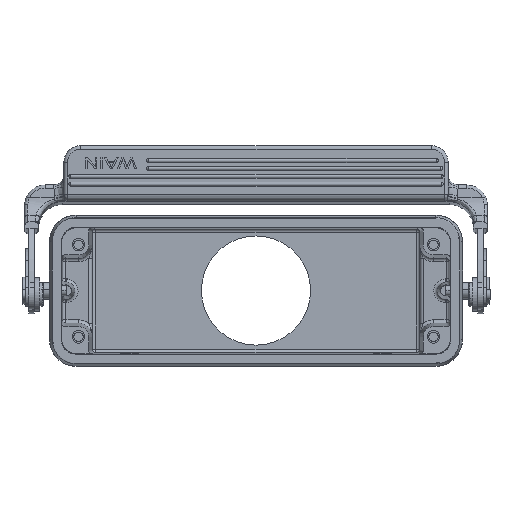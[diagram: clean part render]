
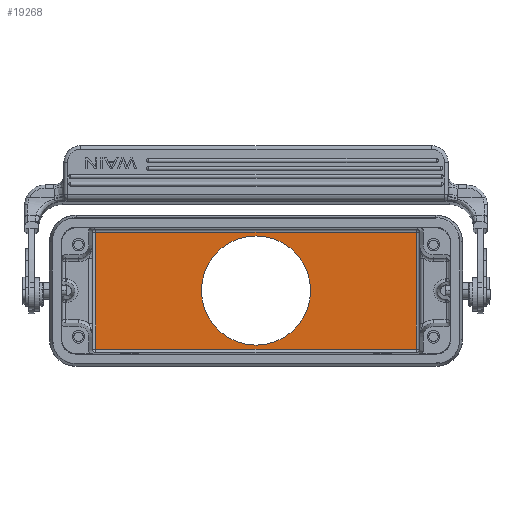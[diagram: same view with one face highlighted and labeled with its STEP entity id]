
A CAD part, front view. The second image highlights one B-rep face of the part: STEP entity #19268.
In plain terms, the highlighted planar face has unit normal (0, -1, 0).
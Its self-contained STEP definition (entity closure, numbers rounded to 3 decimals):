
#1449=DIRECTION('',(0.,0.,1.));
#1450=VECTOR('',#1449,34.27);
#1451=CARTESIAN_POINT('',(47.,52.,-17.135));
#1452=LINE('',#1451,#1450);
#1472=DIRECTION('',(-1.,0.,0.));
#1473=VECTOR('',#1472,94.);
#1474=CARTESIAN_POINT('',(47.,52.,17.135));
#1475=LINE('',#1474,#1473);
#1491=DIRECTION('',(0.,0.,-1.));
#1492=VECTOR('',#1491,34.27);
#1493=CARTESIAN_POINT('',(-47.,52.,17.135));
#1494=LINE('',#1493,#1492);
#1499=CARTESIAN_POINT('',(0.,52.,0.049));
#1500=DIRECTION('',(0.,-1.,0.));
#1501=DIRECTION('',(1.,0.,0.));
#1502=AXIS2_PLACEMENT_3D('',#1499,#1500,#1501);
#1504=CARTESIAN_POINT('',(0.,52.,0.049));
#1505=DIRECTION('',(0.,-1.,0.));
#1506=DIRECTION('',(-1.,0.,0.));
#1507=AXIS2_PLACEMENT_3D('',#1504,#1505,#1506);
#1509=DIRECTION('',(1.,0.,0.));
#1510=VECTOR('',#1509,94.);
#1511=CARTESIAN_POINT('',(-47.,52.,-17.135));
#1512=LINE('',#1511,#1510);
#16143=CARTESIAN_POINT('',(-47.,52.,17.135));
#16144=VERTEX_POINT('',#16143);
#16145=CARTESIAN_POINT('',(-47.,52.,-17.135));
#16146=VERTEX_POINT('',#16145);
#16149=CARTESIAN_POINT('',(47.,52.,17.135));
#16150=VERTEX_POINT('',#16149);
#16151=CARTESIAN_POINT('',(47.,52.,-17.135));
#16152=VERTEX_POINT('',#16151);
#16153=CARTESIAN_POINT('',(16.,52.,0.049));
#16154=CARTESIAN_POINT('',(-16.,52.,0.049));
#16155=VERTEX_POINT('',#16153);
#16156=VERTEX_POINT('',#16154);
#19250=CARTESIAN_POINT('',(57.,52.,-18.5));
#19251=DIRECTION('',(0.,1.,0.));
#19252=DIRECTION('',(1.,0.,0.));
#19253=AXIS2_PLACEMENT_3D('',#19250,#19251,#19252);
#19254=PLANE('',#19253);
#19255=ORIENTED_EDGE('',*,*,#19241,.F.);
#19256=ORIENTED_EDGE('',*,*,#19217,.F.);
#19257=ORIENTED_EDGE('',*,*,#19190,.F.);
#19259=ORIENTED_EDGE('',*,*,#19258,.F.);
#19260=EDGE_LOOP('',(#19255,#19256,#19257,#19259));
#19261=FACE_OUTER_BOUND('',#19260,.F.);
#19263=ORIENTED_EDGE('',*,*,#19262,.T.);
#19265=ORIENTED_EDGE('',*,*,#19264,.T.);
#19266=EDGE_LOOP('',(#19263,#19265));
#19267=FACE_BOUND('',#19266,.F.);
#19268=ADVANCED_FACE('',(#19261,#19267),#19254,.F.);
#1503=CIRCLE('',#1502,16.);
#1508=CIRCLE('',#1507,16.);
#19190=EDGE_CURVE('',#16152,#16150,#1452,.T.);
#19217=EDGE_CURVE('',#16150,#16144,#1475,.T.);
#19241=EDGE_CURVE('',#16144,#16146,#1494,.T.);
#19258=EDGE_CURVE('',#16146,#16152,#1512,.T.);
#19262=EDGE_CURVE('',#16155,#16156,#1503,.T.);
#19264=EDGE_CURVE('',#16156,#16155,#1508,.T.);
